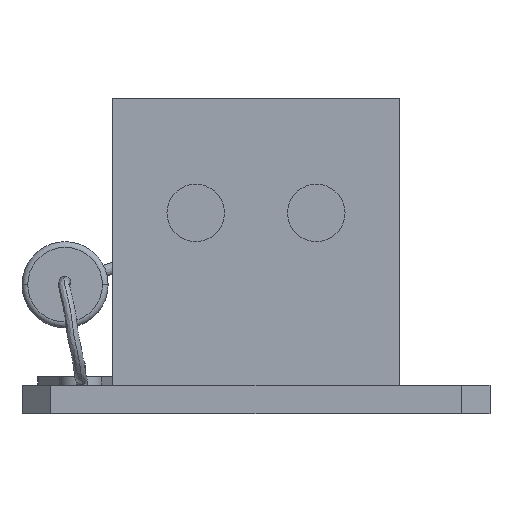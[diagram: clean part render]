
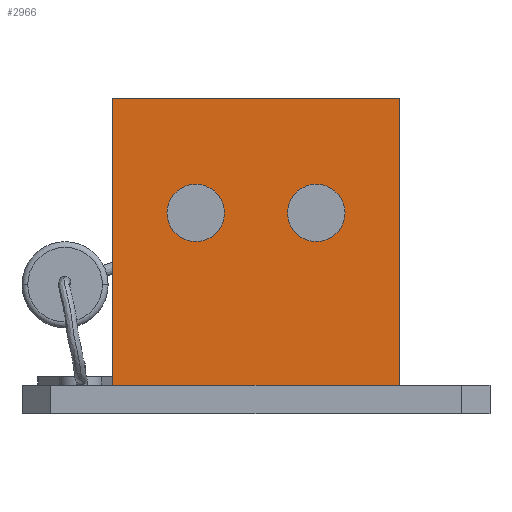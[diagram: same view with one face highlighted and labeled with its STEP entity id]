
A CAD part, front view. The second image highlights one B-rep face of the part: STEP entity #2966.
In plain terms, the highlighted planar face has unit normal (0, -1, 0).
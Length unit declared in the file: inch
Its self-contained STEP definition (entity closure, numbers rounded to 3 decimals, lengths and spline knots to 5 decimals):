
#84 = CARTESIAN_POINT ( 'NONE',  ( -0.31, -0.15, 0.7 ) ) ;
#359 = CARTESIAN_POINT ( 'NONE',  ( 0.5, -0.15, 1.1 ) ) ;
#398 = DIRECTION ( 'NONE',  ( 1., 0., 0. ) ) ;
#426 = CIRCLE ( 'NONE', #4239, 0.1 ) ;
#584 = AXIS2_PLACEMENT_3D ( 'NONE', #4663, #3343, #4609 ) ;
#628 = ORIENTED_EDGE ( 'NONE', *, *, #651, .F. ) ;
#639 = CARTESIAN_POINT ( 'NONE',  ( 0.31, -0.15, 0.7 ) ) ;
#651 = EDGE_CURVE ( 'NONE', #5174, #5344, #1835, .T. ) ;
#918 = EDGE_CURVE ( 'NONE', #4426, #5174, #3807, .T. ) ;
#1010 = AXIS2_PLACEMENT_3D ( 'NONE', #4284, #2135, #3044 ) ;
#1124 = AXIS2_PLACEMENT_3D ( 'NONE', #2147, #1279, #2985 ) ;
#1167 = CARTESIAN_POINT ( 'NONE',  ( 0.5, -0.15, 1.1 ) ) ;
#1183 = CARTESIAN_POINT ( 'NONE',  ( -0.21, -0.15, 0.7 ) ) ;
#1199 = DIRECTION ( 'NONE',  ( -1., 0., 0. ) ) ;
#1279 = DIRECTION ( 'NONE',  ( 0., -1., 0. ) ) ;
#1371 = VECTOR ( 'NONE', #398, 39.37008 ) ;
#1374 = CARTESIAN_POINT ( 'NONE',  ( 0.11, -0.15, 0.7 ) ) ;
#1388 = EDGE_LOOP ( 'NONE', ( #4878, #4691 ) ) ;
#1449 = ORIENTED_EDGE ( 'NONE', *, *, #2506, .F. ) ;
#1526 = CARTESIAN_POINT ( 'NONE',  ( 0.5, -0.15, 1.1 ) ) ;
#1574 = ORIENTED_EDGE ( 'NONE', *, *, #1943, .F. ) ;
#1684 = CARTESIAN_POINT ( 'NONE',  ( 0.5, -0.15, 0.1 ) ) ;
#1712 = ORIENTED_EDGE ( 'NONE', *, *, #918, .F. ) ;
#1835 = LINE ( 'NONE', #2778, #4478 ) ;
#1862 = EDGE_CURVE ( 'NONE', #5422, #5344, #2488, .T. ) ;
#1943 = EDGE_CURVE ( 'NONE', #3509, #4823, #426, .T. ) ;
#1973 = EDGE_LOOP ( 'NONE', ( #1574, #1449 ) ) ;
#2073 = PLANE ( 'NONE',  #2232 ) ;
#2135 = DIRECTION ( 'NONE',  ( 0., -1., 0. ) ) ;
#2147 = CARTESIAN_POINT ( 'NONE',  ( 0.21, -0.15, 0.7 ) ) ;
#2154 = CIRCLE ( 'NONE', #584, 0.1 ) ;
#2232 = AXIS2_PLACEMENT_3D ( 'NONE', #1167, #3307, #3326 ) ;
#2405 = FACE_BOUND ( 'NONE', #1388, .T. ) ;
#2422 = EDGE_CURVE ( 'NONE', #3373, #2897, #3873, .T. ) ;
#2488 = LINE ( 'NONE', #5065, #1371 ) ;
#2506 = EDGE_CURVE ( 'NONE', #4823, #3509, #2154, .T. ) ;
#2778 = CARTESIAN_POINT ( 'NONE',  ( 0.5, -0.15, 1.1 ) ) ;
#2897 = VERTEX_POINT ( 'NONE', #639 ) ;
#2966 = ADVANCED_FACE ( 'NONE', ( #3337, #3535, #2405 ), #2073, .F. ) ;
#2985 = DIRECTION ( 'NONE',  ( -1., 0., 0. ) ) ;
#2993 = CIRCLE ( 'NONE', #1010, 0.1 ) ;
#3044 = DIRECTION ( 'NONE',  ( -1., 0., 0. ) ) ;
#3307 = DIRECTION ( 'NONE',  ( 0., 1., 0. ) ) ;
#3326 = DIRECTION ( 'NONE',  ( -1., 0., 0. ) ) ;
#3337 = FACE_BOUND ( 'NONE', #1973, .T. ) ;
#3343 = DIRECTION ( 'NONE',  ( 0., -1., 0. ) ) ;
#3373 = VERTEX_POINT ( 'NONE', #1374 ) ;
#3472 = ORIENTED_EDGE ( 'NONE', *, *, #4045, .T. ) ;
#3509 = VERTEX_POINT ( 'NONE', #84 ) ;
#3535 = FACE_OUTER_BOUND ( 'NONE', #5149, .T. ) ;
#3601 = CARTESIAN_POINT ( 'NONE',  ( -0.5, -0.15, 1.1 ) ) ;
#3807 = LINE ( 'NONE', #1526, #5480 ) ;
#3873 = CIRCLE ( 'NONE', #1124, 0.1 ) ;
#3879 = ORIENTED_EDGE ( 'NONE', *, *, #1862, .T. ) ;
#4016 = DIRECTION ( 'NONE',  ( 0., 0., -1. ) ) ;
#4045 = EDGE_CURVE ( 'NONE', #4426, #5422, #4196, .T. ) ;
#4196 = LINE ( 'NONE', #3601, #5186 ) ;
#4199 = DIRECTION ( 'NONE',  ( 0., -1., 0. ) ) ;
#4239 = AXIS2_PLACEMENT_3D ( 'NONE', #1183, #4199, #1199 ) ;
#4284 = CARTESIAN_POINT ( 'NONE',  ( 0.21, -0.15, 0.7 ) ) ;
#4358 = CARTESIAN_POINT ( 'NONE',  ( -0.11, -0.15, 0.7 ) ) ;
#4426 = VERTEX_POINT ( 'NONE', #4619 ) ;
#4449 = DIRECTION ( 'NONE',  ( 1., 0., 0. ) ) ;
#4478 = VECTOR ( 'NONE', #4016, 39.37008 ) ;
#4606 = EDGE_CURVE ( 'NONE', #2897, #3373, #2993, .T. ) ;
#4609 = DIRECTION ( 'NONE',  ( -1., 0., 0. ) ) ;
#4619 = CARTESIAN_POINT ( 'NONE',  ( -0.5, -0.15, 1.1 ) ) ;
#4663 = CARTESIAN_POINT ( 'NONE',  ( -0.21, -0.15, 0.7 ) ) ;
#4691 = ORIENTED_EDGE ( 'NONE', *, *, #4606, .F. ) ;
#4823 = VERTEX_POINT ( 'NONE', #4358 ) ;
#4878 = ORIENTED_EDGE ( 'NONE', *, *, #2422, .F. ) ;
#5065 = CARTESIAN_POINT ( 'NONE',  ( 0.5, -0.15, 0.1 ) ) ;
#5087 = CARTESIAN_POINT ( 'NONE',  ( -0.5, -0.15, 0.1 ) ) ;
#5149 = EDGE_LOOP ( 'NONE', ( #3879, #628, #1712, #3472 ) ) ;
#5174 = VERTEX_POINT ( 'NONE', #359 ) ;
#5186 = VECTOR ( 'NONE', #5249, 39.37008 ) ;
#5249 = DIRECTION ( 'NONE',  ( 0., 0., -1. ) ) ;
#5344 = VERTEX_POINT ( 'NONE', #1684 ) ;
#5422 = VERTEX_POINT ( 'NONE', #5087 ) ;
#5480 = VECTOR ( 'NONE', #4449, 39.37008 ) ;
